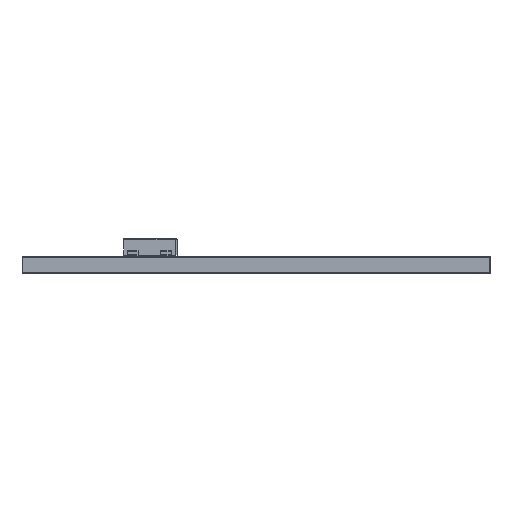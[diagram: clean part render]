
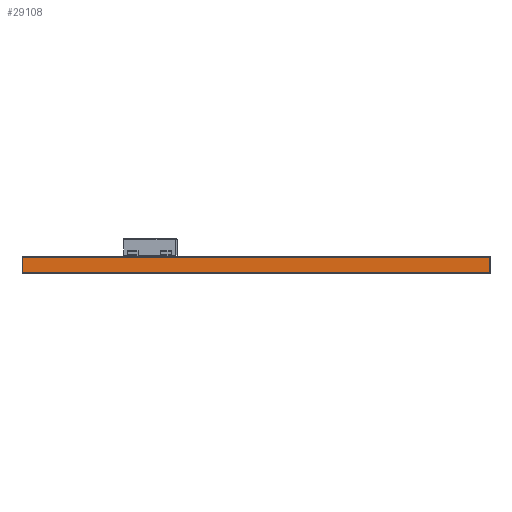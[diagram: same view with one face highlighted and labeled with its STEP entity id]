
A CAD part, left-side view. The second image highlights one B-rep face of the part: STEP entity #29108.
In plain terms, the highlighted planar face has unit normal (-1, 0, 0).
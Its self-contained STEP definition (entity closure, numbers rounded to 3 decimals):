
#29052 = VERTEX_POINT('',#29053);
#29053 = CARTESIAN_POINT('',(89.725,-114.848,1.51));
#29059 = EDGE_CURVE('',#29060,#29052,#29062,.T.);
#29060 = VERTEX_POINT('',#29061);
#29061 = CARTESIAN_POINT('',(89.725,-114.848,0.));
#29062 = LINE('',#29063,#29064);
#29063 = CARTESIAN_POINT('',(89.725,-114.848,0.));
#29064 = VECTOR('',#29065,1.);
#29065 = DIRECTION('',(0.,0.,1.));
#29108 = ADVANCED_FACE('',(#29109),#29134,.T.);
#29109 = FACE_BOUND('',#29110,.T.);
#29110 = EDGE_LOOP('',(#29111,#29112,#29120,#29128));
#29111 = ORIENTED_EDGE('',*,*,#29059,.T.);
#29112 = ORIENTED_EDGE('',*,*,#29113,.T.);
#29113 = EDGE_CURVE('',#29052,#29114,#29116,.T.);
#29114 = VERTEX_POINT('',#29115);
#29115 = CARTESIAN_POINT('',(89.725,-69.604,1.51));
#29116 = LINE('',#29117,#29118);
#29117 = CARTESIAN_POINT('',(89.725,-114.848,1.51));
#29118 = VECTOR('',#29119,1.);
#29119 = DIRECTION('',(0.,1.,0.));
#29120 = ORIENTED_EDGE('',*,*,#29121,.F.);
#29121 = EDGE_CURVE('',#29122,#29114,#29124,.T.);
#29122 = VERTEX_POINT('',#29123);
#29123 = CARTESIAN_POINT('',(89.725,-69.604,0.));
#29124 = LINE('',#29125,#29126);
#29125 = CARTESIAN_POINT('',(89.725,-69.604,0.));
#29126 = VECTOR('',#29127,1.);
#29127 = DIRECTION('',(0.,0.,1.));
#29128 = ORIENTED_EDGE('',*,*,#29129,.F.);
#29129 = EDGE_CURVE('',#29060,#29122,#29130,.T.);
#29130 = LINE('',#29131,#29132);
#29131 = CARTESIAN_POINT('',(89.725,-114.848,0.));
#29132 = VECTOR('',#29133,1.);
#29133 = DIRECTION('',(0.,1.,0.));
#29134 = PLANE('',#29135);
#29135 = AXIS2_PLACEMENT_3D('',#29136,#29137,#29138);
#29136 = CARTESIAN_POINT('',(89.725,-114.848,0.));
#29137 = DIRECTION('',(-1.,0.,0.));
#29138 = DIRECTION('',(0.,1.,0.));
